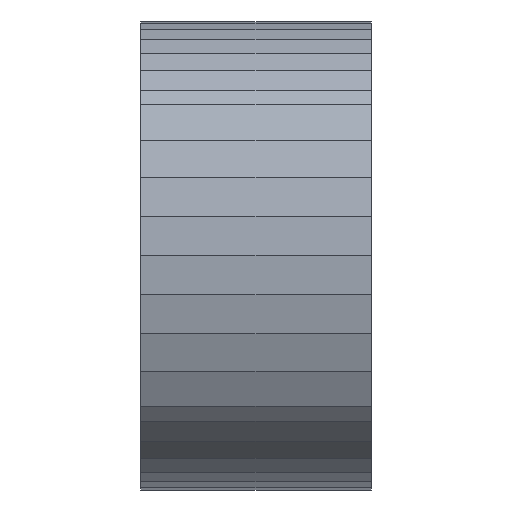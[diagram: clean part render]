
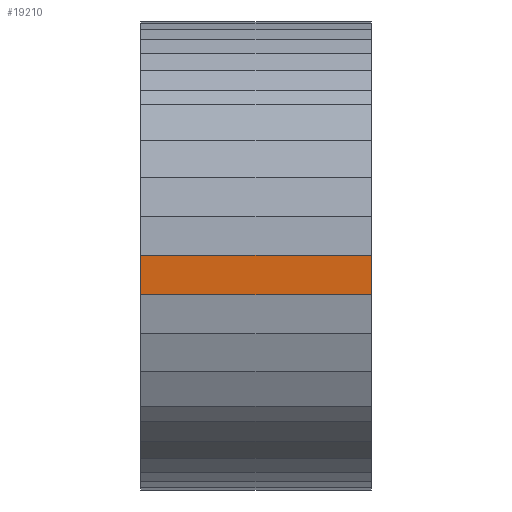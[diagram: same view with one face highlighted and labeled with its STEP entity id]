
A CAD part, top view. The second image highlights one B-rep face of the part: STEP entity #19210.
In plain terms, the highlighted planar face has unit normal (0, -0.065, 0.998).
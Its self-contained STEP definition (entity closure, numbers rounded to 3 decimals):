
#466 = PLANE('',#467);
#467 = AXIS2_PLACEMENT_3D('',#468,#469,#470);
#468 = CARTESIAN_POINT('',(-68.889,-419.476,
    4.5));
#469 = DIRECTION('',(-1.,0.,0.));
#470 = DIRECTION('',(0.,-1.,0.));
#3364 = PLANE('',#3365);
#3365 = AXIS2_PLACEMENT_3D('',#3366,#3367,#3368);
#3366 = CARTESIAN_POINT('',(-51.889,-419.476,
    4.5));
#3367 = DIRECTION('',(1.,0.,0.));
#3368 = DIRECTION('',(0.,1.,0.));
#3725 = VERTEX_POINT('',#3726);
#3726 = CARTESIAN_POINT('',(-51.889,-419.476,26.75));
#3740 = PLANE('',#3741);
#3741 = AXIS2_PLACEMENT_3D('',#3742,#3743,#3744);
#3742 = CARTESIAN_POINT('',(-60.389,-418.024,
    26.655));
#3743 = DIRECTION('',(0.,0.065,0.998));
#3744 = DIRECTION('',(0.,0.998,-0.065));
#3752 = EDGE_CURVE('',#3725,#3753,#3755,.T.);
#3753 = VERTEX_POINT('',#3754);
#3754 = CARTESIAN_POINT('',(-51.889,-422.38,
    26.56));
#3755 = SURFACE_CURVE('',#3756,(#3760,#3767),.PCURVE_S1.);
#3756 = LINE('',#3757,#3758);
#3757 = CARTESIAN_POINT('',(-51.889,-419.476,26.75));
#3758 = VECTOR('',#3759,1.);
#3759 = DIRECTION('',(0.,-0.998,-0.065));
#3760 = PCURVE('',#3364,#3761);
#3761 = DEFINITIONAL_REPRESENTATION('',(#3762),#3766);
#3762 = LINE('',#3763,#3764);
#3763 = CARTESIAN_POINT('',(0.,22.25));
#3764 = VECTOR('',#3765,1.);
#3765 = DIRECTION('',(-0.998,-0.065));
#3766 = ( GEOMETRIC_REPRESENTATION_CONTEXT(2) 
PARAMETRIC_REPRESENTATION_CONTEXT() REPRESENTATION_CONTEXT('2D SPACE',''
  ) );
#3767 = PCURVE('',#3768,#3773);
#3768 = PLANE('',#3769);
#3769 = AXIS2_PLACEMENT_3D('',#3770,#3771,#3772);
#3770 = CARTESIAN_POINT('',(-60.389,-420.928,
    26.655));
#3771 = DIRECTION('',(0.,-0.065,0.998));
#3772 = DIRECTION('',(0.,0.998,0.065));
#3773 = DEFINITIONAL_REPRESENTATION('',(#3774),#3778);
#3774 = LINE('',#3775,#3776);
#3775 = CARTESIAN_POINT('',(1.455,-8.5));
#3776 = VECTOR('',#3777,1.);
#3777 = DIRECTION('',(-1.,-0.));
#3778 = ( GEOMETRIC_REPRESENTATION_CONTEXT(2) 
PARAMETRIC_REPRESENTATION_CONTEXT() REPRESENTATION_CONTEXT('2D SPACE',''
  ) );
#3796 = PLANE('',#3797);
#3797 = AXIS2_PLACEMENT_3D('',#3798,#3799,#3800);
#3798 = CARTESIAN_POINT('',(-60.389,-423.807,
    26.276));
#3799 = DIRECTION('',(0.,-0.195,0.981));
#3800 = DIRECTION('',(0.,0.981,0.195));
#6415 = VERTEX_POINT('',#6416);
#6416 = CARTESIAN_POINT('',(-68.889,-422.38,
    26.56));
#6437 = EDGE_CURVE('',#6415,#6438,#6440,.T.);
#6438 = VERTEX_POINT('',#6439);
#6439 = CARTESIAN_POINT('',(-68.889,-419.476,26.75));
#6440 = SURFACE_CURVE('',#6441,(#6445,#6452),.PCURVE_S1.);
#6441 = LINE('',#6442,#6443);
#6442 = CARTESIAN_POINT('',(-68.889,-422.38,
    26.56));
#6443 = VECTOR('',#6444,1.);
#6444 = DIRECTION('',(0.,0.998,0.065));
#6445 = PCURVE('',#466,#6446);
#6446 = DEFINITIONAL_REPRESENTATION('',(#6447),#6451);
#6447 = LINE('',#6448,#6449);
#6448 = CARTESIAN_POINT('',(2.904,22.06));
#6449 = VECTOR('',#6450,1.);
#6450 = DIRECTION('',(-0.998,0.065));
#6451 = ( GEOMETRIC_REPRESENTATION_CONTEXT(2) 
PARAMETRIC_REPRESENTATION_CONTEXT() REPRESENTATION_CONTEXT('2D SPACE',''
  ) );
#6452 = PCURVE('',#3768,#6453);
#6453 = DEFINITIONAL_REPRESENTATION('',(#6454),#6458);
#6454 = LINE('',#6455,#6456);
#6455 = CARTESIAN_POINT('',(-1.455,8.5));
#6456 = VECTOR('',#6457,1.);
#6457 = DIRECTION('',(1.,0.));
#6458 = ( GEOMETRIC_REPRESENTATION_CONTEXT(2) 
PARAMETRIC_REPRESENTATION_CONTEXT() REPRESENTATION_CONTEXT('2D SPACE',''
  ) );
#19188 = EDGE_CURVE('',#3753,#6415,#19189,.T.);
#19189 = SURFACE_CURVE('',#19190,(#19194,#19201),.PCURVE_S1.);
#19190 = LINE('',#19191,#19192);
#19191 = CARTESIAN_POINT('',(-51.889,-422.38,
    26.56));
#19192 = VECTOR('',#19193,1.);
#19193 = DIRECTION('',(-1.,0.,0.));
#19194 = PCURVE('',#3796,#19195);
#19195 = DEFINITIONAL_REPRESENTATION('',(#19196),#19200);
#19196 = LINE('',#19197,#19198);
#19197 = CARTESIAN_POINT('',(1.455,-8.5));
#19198 = VECTOR('',#19199,1.);
#19199 = DIRECTION('',(0.,1.));
#19200 = ( GEOMETRIC_REPRESENTATION_CONTEXT(2) 
PARAMETRIC_REPRESENTATION_CONTEXT() REPRESENTATION_CONTEXT('2D SPACE',''
  ) );
#19201 = PCURVE('',#3768,#19202);
#19202 = DEFINITIONAL_REPRESENTATION('',(#19203),#19207);
#19203 = LINE('',#19204,#19205);
#19204 = CARTESIAN_POINT('',(-1.455,-8.5));
#19205 = VECTOR('',#19206,1.);
#19206 = DIRECTION('',(0.,1.));
#19207 = ( GEOMETRIC_REPRESENTATION_CONTEXT(2) 
PARAMETRIC_REPRESENTATION_CONTEXT() REPRESENTATION_CONTEXT('2D SPACE',''
  ) );
#19210 = ADVANCED_FACE('',(#19211),#3768,.T.);
#19211 = FACE_BOUND('',#19212,.T.);
#19212 = EDGE_LOOP('',(#19213,#19214,#19235,#19236));
#19213 = ORIENTED_EDGE('',*,*,#3752,.F.);
#19214 = ORIENTED_EDGE('',*,*,#19215,.T.);
#19215 = EDGE_CURVE('',#3725,#6438,#19216,.T.);
#19216 = SURFACE_CURVE('',#19217,(#19221,#19228),.PCURVE_S1.);
#19217 = LINE('',#19218,#19219);
#19218 = CARTESIAN_POINT('',(-51.889,-419.476,26.75));
#19219 = VECTOR('',#19220,1.);
#19220 = DIRECTION('',(-1.,0.,0.));
#19221 = PCURVE('',#3768,#19222);
#19222 = DEFINITIONAL_REPRESENTATION('',(#19223),#19227);
#19223 = LINE('',#19224,#19225);
#19224 = CARTESIAN_POINT('',(1.455,-8.5));
#19225 = VECTOR('',#19226,1.);
#19226 = DIRECTION('',(0.,1.));
#19227 = ( GEOMETRIC_REPRESENTATION_CONTEXT(2) 
PARAMETRIC_REPRESENTATION_CONTEXT() REPRESENTATION_CONTEXT('2D SPACE',''
  ) );
#19228 = PCURVE('',#3740,#19229);
#19229 = DEFINITIONAL_REPRESENTATION('',(#19230),#19234);
#19230 = LINE('',#19231,#19232);
#19231 = CARTESIAN_POINT('',(-1.455,-8.5));
#19232 = VECTOR('',#19233,1.);
#19233 = DIRECTION('',(0.,1.));
#19234 = ( GEOMETRIC_REPRESENTATION_CONTEXT(2) 
PARAMETRIC_REPRESENTATION_CONTEXT() REPRESENTATION_CONTEXT('2D SPACE',''
  ) );
#19235 = ORIENTED_EDGE('',*,*,#6437,.F.);
#19236 = ORIENTED_EDGE('',*,*,#19188,.F.);
